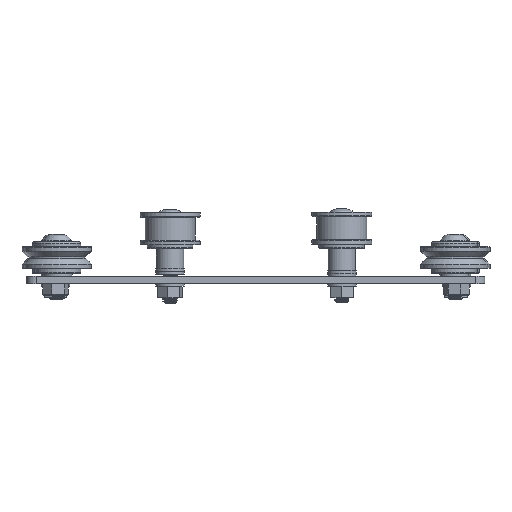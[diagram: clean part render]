
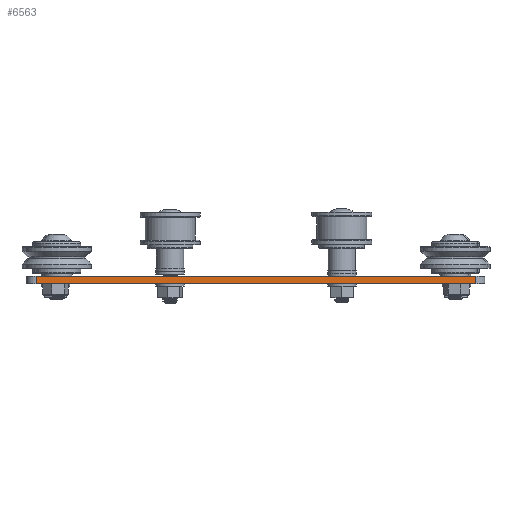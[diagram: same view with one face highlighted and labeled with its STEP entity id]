
A CAD part, front view. The second image highlights one B-rep face of the part: STEP entity #6563.
In plain terms, the highlighted planar face has unit normal (0, -1, 0).
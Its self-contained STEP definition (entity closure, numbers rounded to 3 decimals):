
#1455=FACE_OUTER_BOUND($,#1737,.T.);
#1737=EDGE_LOOP($,(#4697,#4698,#4699,#4700));
#2077=LINE($,#8721,#2273);
#2097=LINE($,#8811,#2293);
#2101=LINE($,#8824,#2297);
#2155=LINE($,#8983,#2351);
#2273=VECTOR($,#7489,2.657);
#2293=VECTOR($,#7561,153.65);
#2297=VECTOR($,#7575,2.657);
#2351=VECTOR($,#7759,153.65);
#2480=VERTEX_POINT($,#8714);
#2483=VERTEX_POINT($,#8719);
#2527=VERTEX_POINT($,#8809);
#2531=VERTEX_POINT($,#8822);
#3395=EDGE_CURVE($,#2483,#2480,#2077,.T.);
#3440=EDGE_CURVE($,#2483,#2527,#2097,.T.);
#3446=EDGE_CURVE($,#2531,#2527,#2101,.T.);
#3523=EDGE_CURVE($,#2531,#2480,#2155,.T.);
#4697=ORIENTED_EDGE($,*,*,#3395,.F.);
#4698=ORIENTED_EDGE($,*,*,#3440,.T.);
#4699=ORIENTED_EDGE($,*,*,#3446,.F.);
#4700=ORIENTED_EDGE($,*,*,#3523,.T.);
#6417=PLANE($,#6928);
#6563=ADVANCED_FACE($,(#1455),#6417,.T.);
#6928=AXIS2_PLACEMENT_3D($,#8982,#7757,#7758);
#7489=DIRECTION($,(0.,0.,1.));
#7561=DIRECTION($,(1.,0.,0.));
#7575=DIRECTION($,(0.,0.,-1.));
#7757=DIRECTION('center_axis',(0.,-1.,0.));
#7758=DIRECTION('ref_axis',(0.,0.,-1.));
#7759=DIRECTION($,(-1.,0.,0.));
#8714=CARTESIAN_POINT('',(14.113,8.204,2.657));
#8719=CARTESIAN_POINT('',(14.113,8.204,0.));
#8721=CARTESIAN_POINT($,(14.113,8.204,0.));
#8809=CARTESIAN_POINT('',(167.763,8.204,0.));
#8811=CARTESIAN_POINT($,(10.938,8.204,0.));
#8822=CARTESIAN_POINT('',(167.763,8.204,2.657));
#8824=CARTESIAN_POINT($,(167.763,8.204,0.));
#8982=CARTESIAN_POINT('Origin',(170.938,8.204,0.));
#8983=CARTESIAN_POINT($,(10.938,8.204,2.657));
